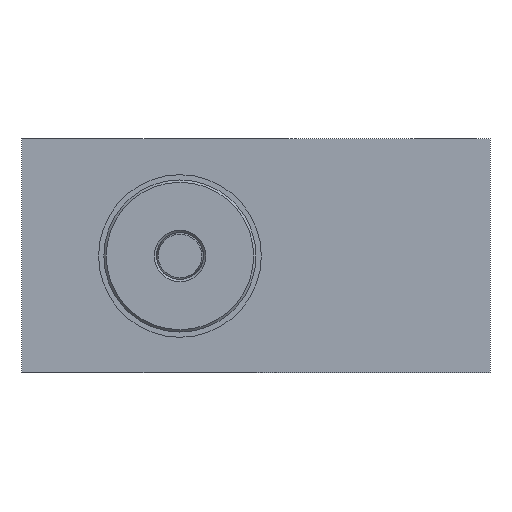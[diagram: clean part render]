
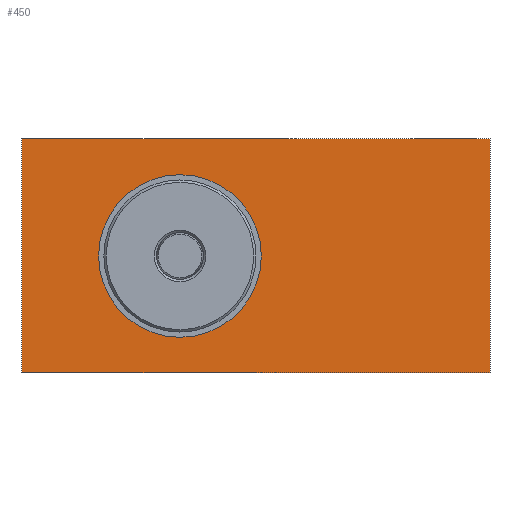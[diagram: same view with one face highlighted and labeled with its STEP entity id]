
A CAD part, left-side view. The second image highlights one B-rep face of the part: STEP entity #450.
In plain terms, the highlighted planar face has unit normal (-1, 0, 0).
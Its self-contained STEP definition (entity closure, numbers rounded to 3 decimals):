
#77 = FACE_BOUND ( 'NONE', #748, .T. ) ;
#78 = FACE_OUTER_BOUND ( 'NONE', #744, .T. ) ;
#99 = LINE ( 'NONE', #1431, #110 ) ;
#110 = VECTOR ( 'NONE', #1432, 1000. ) ;
#112 = LINE ( 'NONE', #222, #170 ) ;
#117 = LINE ( 'NONE', #463, #151 ) ;
#151 = VECTOR ( 'NONE', #464, 1000. ) ;
#153 = LINE ( 'NONE', #201, #160 ) ;
#160 = VECTOR ( 'NONE', #202, 1000. ) ;
#170 = VECTOR ( 'NONE', #223, 1000. ) ;
#178 = CIRCLE ( 'NONE', #1095, 5.984 ) ;
#201 = CARTESIAN_POINT ( 'NONE',  ( -32., -20., 0. ) ) ;
#202 = DIRECTION ( 'NONE',  ( 0., 0., -1. ) ) ;
#222 = CARTESIAN_POINT ( 'NONE',  ( -32., -20., -10. ) ) ;
#223 = DIRECTION ( 'NONE',  ( 0., -1., 0. ) ) ;
#236 = CARTESIAN_POINT ( 'NONE',  ( -32., 6.5, 0. ) ) ;
#243 = CARTESIAN_POINT ( 'NONE',  ( -32., -20., 10. ) ) ;
#244 = DIRECTION ( 'NONE',  ( -1., 0., 0. ) ) ;
#245 = DIRECTION ( 'NONE',  ( 0., 0., 1. ) ) ;
#247 = CARTESIAN_POINT ( 'NONE',  ( -32., -20., -10. ) ) ;
#248 = CARTESIAN_POINT ( 'NONE',  ( -32., 20., 10. ) ) ;
#249 = CARTESIAN_POINT ( 'NONE',  ( -32., 20., -10. ) ) ;
#370 = VERTEX_POINT ( 'NONE', #371 ) ;
#371 = CARTESIAN_POINT ( 'NONE',  ( -32., 6.5, 5.984 ) ) ;
#450 = ADVANCED_FACE ( 'NONE', ( #78, #77 ), #1385, .T. ) ;
#463 = CARTESIAN_POINT ( 'NONE',  ( -32., -20., 10. ) ) ;
#464 = DIRECTION ( 'NONE',  ( 0., 1., 0. ) ) ;
#611 = ORIENTED_EDGE ( 'NONE', *, *, #916, .T. ) ;
#612 = ORIENTED_EDGE ( 'NONE', *, *, #878, .F. ) ;
#613 = ORIENTED_EDGE ( 'NONE', *, *, #932, .T. ) ;
#614 = ORIENTED_EDGE ( 'NONE', *, *, #924, .F. ) ;
#615 = ORIENTED_EDGE ( 'NONE', *, *, #939, .F. ) ;
#744 = EDGE_LOOP ( 'NONE', ( #611, #612, #613, #614 ) ) ;
#748 = EDGE_LOOP ( 'NONE', ( #615 ) ) ;
#878 = EDGE_CURVE ( 'NONE', #1109, #1108, #99, .T. ) ;
#916 = EDGE_CURVE ( 'NONE', #1106, #1108, #117, .T. ) ;
#924 = EDGE_CURVE ( 'NONE', #1106, #1107, #153, .T. ) ;
#932 = EDGE_CURVE ( 'NONE', #1109, #1107, #112, .T. ) ;
#939 = EDGE_CURVE ( 'NONE', #370, #370, #178, .T. ) ;
#1028 = AXIS2_PLACEMENT_3D ( 'NONE', #1384, #1386, #1387 ) ;
#1095 = AXIS2_PLACEMENT_3D ( 'NONE', #236, #244, #245 ) ;
#1106 = VERTEX_POINT ( 'NONE', #243 ) ;
#1107 = VERTEX_POINT ( 'NONE', #247 ) ;
#1108 = VERTEX_POINT ( 'NONE', #248 ) ;
#1109 = VERTEX_POINT ( 'NONE', #249 ) ;
#1384 = CARTESIAN_POINT ( 'NONE',  ( -32., -20., 0. ) ) ;
#1385 = PLANE ( 'NONE',  #1028 ) ;
#1386 = DIRECTION ( 'NONE',  ( -1., 0., 0. ) ) ;
#1387 = DIRECTION ( 'NONE',  ( 0., 0.707, 0.707 ) ) ;
#1431 = CARTESIAN_POINT ( 'NONE',  ( -32., 20., 0. ) ) ;
#1432 = DIRECTION ( 'NONE',  ( 0., 0., 1. ) ) ;
